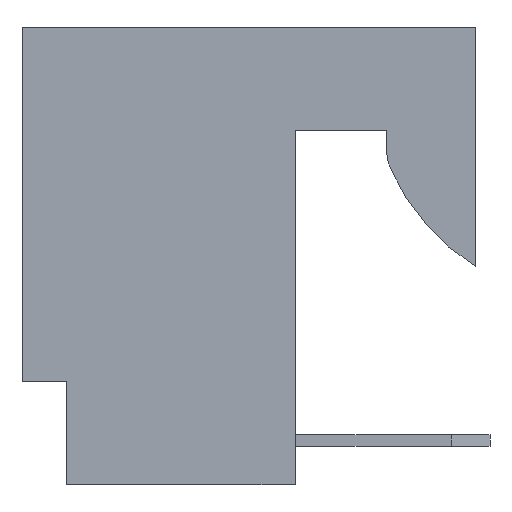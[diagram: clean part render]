
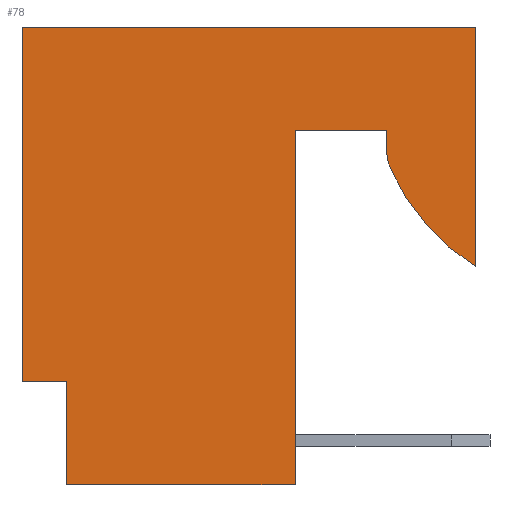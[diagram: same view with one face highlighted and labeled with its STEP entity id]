
A CAD part, left-side view. The second image highlights one B-rep face of the part: STEP entity #78.
In plain terms, the highlighted planar face has unit normal (-1, 0, 0).
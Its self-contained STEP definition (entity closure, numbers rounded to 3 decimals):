
#78=ADVANCED_FACE('',(#380),#381,.F.);
#380=FACE_OUTER_BOUND('',#947,.T.);
#381=PLANE('',#948);
#947=EDGE_LOOP('',(#1614,#1615,#1616,#1617,#1618,#1619,#1620,#1621,#1622,#1623,#1624));
#948=AXIS2_PLACEMENT_3D('',#1625,#1626,#1627);
#1614=ORIENTED_EDGE('',*,*,#3897,.F.);
#1615=ORIENTED_EDGE('',*,*,#3898,.F.);
#1616=ORIENTED_EDGE('',*,*,#3899,.F.);
#1617=ORIENTED_EDGE('',*,*,#3900,.F.);
#1618=ORIENTED_EDGE('',*,*,#3901,.F.);
#1619=ORIENTED_EDGE('',*,*,#3902,.F.);
#1620=ORIENTED_EDGE('',*,*,#3903,.F.);
#1621=ORIENTED_EDGE('',*,*,#3904,.F.);
#1622=ORIENTED_EDGE('',*,*,#3905,.F.);
#1623=ORIENTED_EDGE('',*,*,#3906,.F.);
#1624=ORIENTED_EDGE('',*,*,#3907,.F.);
#1625=CARTESIAN_POINT('',(-6.299,0.0,0.0));
#1626=DIRECTION('',(1.0,0.0,0.0));
#1627=DIRECTION('',(0.0,1.0,0.0));
#3897=EDGE_CURVE('',#4767,#4768,#4769,.T.);
#3898=EDGE_CURVE('',#4770,#4767,#4771,.T.);
#3899=EDGE_CURVE('',#4772,#4770,#4773,.T.);
#3900=EDGE_CURVE('',#4774,#4772,#4775,.T.);
#3901=EDGE_CURVE('',#4776,#4774,#4777,.T.);
#3902=EDGE_CURVE('',#4778,#4776,#4779,.T.);
#3903=EDGE_CURVE('',#4780,#4778,#4781,.T.);
#3904=EDGE_CURVE('',#4782,#4780,#4783,.T.);
#3905=EDGE_CURVE('',#4784,#4782,#4785,.T.);
#3906=EDGE_CURVE('',#4786,#4784,#4787,.T.);
#3907=EDGE_CURVE('',#4768,#4786,#4788,.T.);
#4767=VERTEX_POINT('',#6063);
#4768=VERTEX_POINT('',#6064);
#4769=LINE('',#6065,#6066);
#4770=VERTEX_POINT('',#6067);
#4771=LINE('',#6068,#6069);
#4772=VERTEX_POINT('',#6070);
#4773=LINE('',#6071,#6072);
#4774=VERTEX_POINT('',#6073);
#4775=LINE('',#6074,#6075);
#4776=VERTEX_POINT('',#6076);
#4777=LINE('',#6077,#6078);
#4778=VERTEX_POINT('',#6079);
#4779=LINE('',#6080,#6081);
#4780=VERTEX_POINT('',#6082);
#4781=LINE('',#6083,#6084);
#4782=VERTEX_POINT('',#6085);
#4783=LINE('',#6086,#6087);
#4784=VERTEX_POINT('',#6088);
#4785=CIRCLE('',#6089,0.762);
#4786=VERTEX_POINT('',#6090);
#4787=CIRCLE('',#6091,3.81);
#4788=LINE('',#6092,#6093);
#6063=CARTESIAN_POINT('',(-6.299,7.798,0.0));
#6064=CARTESIAN_POINT('',(-6.299,0.0,0.0));
#6065=CARTESIAN_POINT('',(-6.299,7.798,0.0));
#6066=VECTOR('',#7901,7.798);
#6067=CARTESIAN_POINT('',(-6.299,7.798,-6.096));
#6068=CARTESIAN_POINT('',(-6.299,7.798,-6.096));
#6069=VECTOR('',#7902,6.096);
#6070=CARTESIAN_POINT('',(-6.299,7.036,-6.096));
#6071=CARTESIAN_POINT('',(-6.299,7.036,-6.096));
#6072=VECTOR('',#7903,0.762);
#6073=CARTESIAN_POINT('',(-6.299,7.036,-7.874));
#6074=CARTESIAN_POINT('',(-6.299,7.036,-7.874));
#6075=VECTOR('',#7904,1.778);
#6076=CARTESIAN_POINT('',(-6.299,3.099,-7.874));
#6077=CARTESIAN_POINT('',(-6.299,3.099,-7.874));
#6078=VECTOR('',#7905,3.937);
#6079=CARTESIAN_POINT('',(-6.299,3.099,-1.778));
#6080=CARTESIAN_POINT('',(-6.299,3.099,-1.778));
#6081=VECTOR('',#7906,6.096);
#6082=CARTESIAN_POINT('',(-6.299,1.524,-1.778));
#6083=CARTESIAN_POINT('',(-6.299,1.524,-1.778));
#6084=VECTOR('',#7907,1.575);
#6085=CARTESIAN_POINT('',(-6.299,1.524,-2.125));
#6086=CARTESIAN_POINT('',(-6.299,1.524,-2.125));
#6087=VECTOR('',#7908,0.347);
#6088=CARTESIAN_POINT('',(-6.299,1.459,-2.434));
#6089=AXIS2_PLACEMENT_3D('',#7909,#7910,#7911);
#6090=CARTESIAN_POINT('',(-6.299,0.0,-4.117));
#6091=AXIS2_PLACEMENT_3D('',#7912,#7913,#7914);
#6092=CARTESIAN_POINT('',(-6.299,0.0,0.0));
#6093=VECTOR('',#7915,4.117);
#7901=DIRECTION('',(0.0,-1.0,0.0));
#7902=DIRECTION('',(0.0,0.0,1.0));
#7903=DIRECTION('',(0.0,1.0,0.0));
#7904=DIRECTION('',(0.0,0.0,1.0));
#7905=DIRECTION('',(0.0,1.0,0.0));
#7906=DIRECTION('',(0.0,0.0,-1.0));
#7907=DIRECTION('',(0.0,1.0,0.0));
#7908=DIRECTION('',(0.0,0.0,1.0));
#7909=CARTESIAN_POINT('',(-6.299,0.762,-2.125));
#7910=DIRECTION('',(1.0,0.0,0.0));
#7911=DIRECTION('',(0.0,0.914,-0.405));
#7912=CARTESIAN_POINT('',(-6.299,-2.024,-0.889));
#7913=DIRECTION('',(1.0,0.0,0.0));
#7914=DIRECTION('',(0.0,0.531,-0.847));
#7915=DIRECTION('',(0.0,0.0,-1.0));
